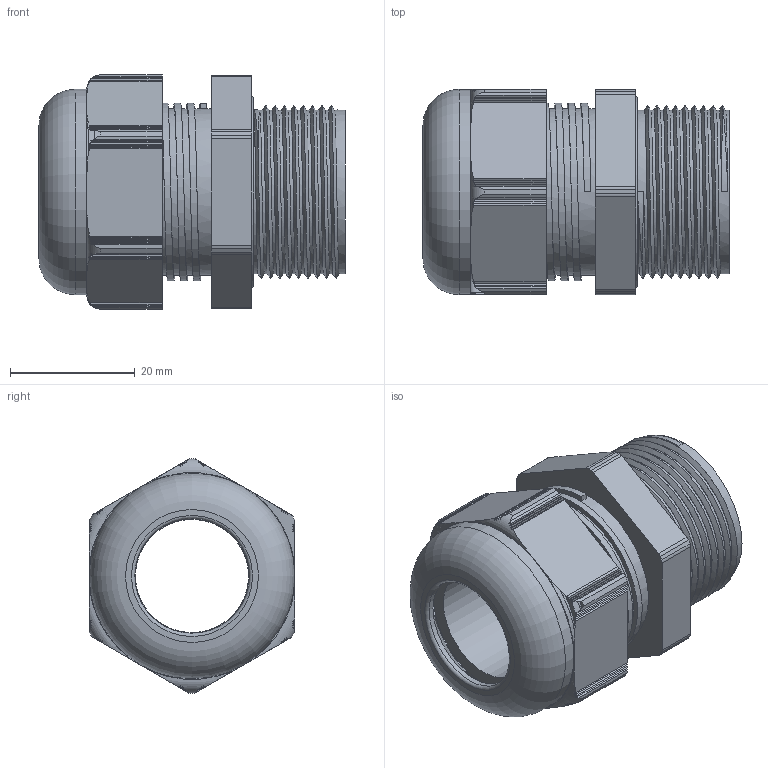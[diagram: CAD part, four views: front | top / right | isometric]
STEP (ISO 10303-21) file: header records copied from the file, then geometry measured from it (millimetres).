
FILE_DESCRIPTION(/* description */ ('Euro-Top PA RAIL R11480525'),/* implementation_level */ '2;1');
FILE_NAME(/* name */ 'R11480525-RST.stp',/* time_stamp */ '2022-02-03T12:49:40+01:00',/* author */ ('sl'),/* organization */ (''),/* preprocessor_version */ 'ST-DEVELOPER v16.5',/* originating_system */ 'Autodesk Inventor 2017',/* authorisation */ '');
FILE_SCHEMA (('AUTOMOTIVE_DESIGN { 1 0 10303 214 3 1 1 }'));
Length unit declared in the file: millimetre
Products named in the file (4): R11480525; 11480525; 11480525_1; 11480525_2
Assembly tree (3 placements, depth 2):
  R11480525
    11480525
    11480525_1
    11480525_2
Bounding box: 49.16 x 33.04 x 37.6 mm (x, y, z)
Volume: 21110 mm3; surface area: 17603.2 mm2
Topology: 3 solids, 3 shells, 287 faces, 816 edges, 538 vertices
Faces by surface type: plane 201, cylinder 53, torus 25, bspline 7, cone 1
Full cylindrical faces by diameter (mm): 18.18 x1, 18.44 x1, 19.1 x1, 22.7 x1, 22.74 x1, 24.5 x1, 26.322 x9, 26.78 x6, 28.552 x7, 32.94 x1
Entity records: 13160 total; most frequent: CARTESIAN_POINT 6141, ORIENTED_EDGE 1462, DIRECTION 1437, EDGE_CURVE 729, AXIS2_PLACEMENT_3D 510, VERTEX_POINT 492, LINE 417, VECTOR 417
